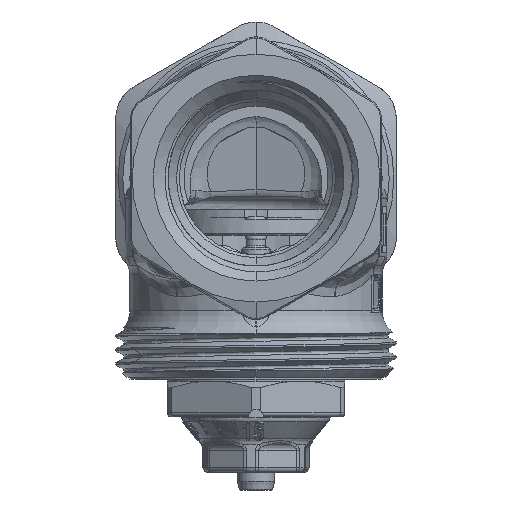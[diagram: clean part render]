
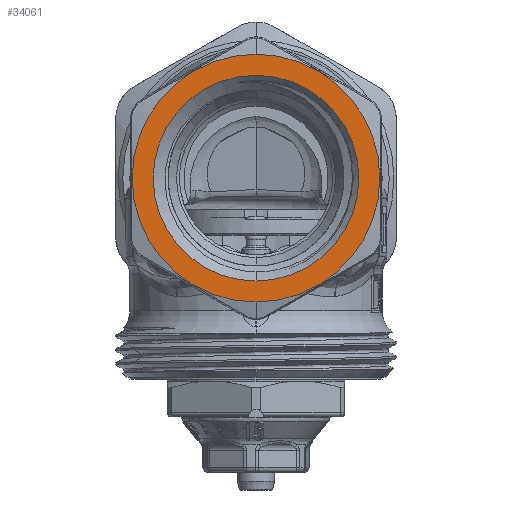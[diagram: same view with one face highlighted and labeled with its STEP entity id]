
A CAD part, front view. The second image highlights one B-rep face of the part: STEP entity #34061.
In plain terms, the highlighted planar face has unit normal (0, -1, 0).
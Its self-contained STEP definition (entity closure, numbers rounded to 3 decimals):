
#3783=CARTESIAN_POINT('',(0.,-36.,0.));
#3784=DIRECTION('',(0.,-1.,0.));
#3785=DIRECTION('',(0.,0.,-1.));
#3786=AXIS2_PLACEMENT_3D('',#3783,#3784,#3785);
#3788=CARTESIAN_POINT('',(0.,-36.,0.));
#3789=DIRECTION('',(0.,-1.,0.));
#3790=DIRECTION('',(0.,0.,1.));
#3791=AXIS2_PLACEMENT_3D('',#3788,#3789,#3790);
#3801=CARTESIAN_POINT('',(0.,-36.,0.));
#3802=DIRECTION('',(0.,1.,0.));
#3803=DIRECTION('',(0.,0.,-1.));
#3804=AXIS2_PLACEMENT_3D('',#3801,#3802,#3803);
#3806=CARTESIAN_POINT('',(0.,-36.,0.));
#3807=DIRECTION('',(0.,-1.,0.));
#3808=DIRECTION('',(0.,0.,-1.));
#3809=AXIS2_PLACEMENT_3D('',#3806,#3807,#3808);
#28529=CARTESIAN_POINT('',(0.,-36.,-13.25));
#28530=CARTESIAN_POINT('',(0.,-36.,13.25));
#28531=VERTEX_POINT('',#28529);
#28532=VERTEX_POINT('',#28530);
#29699=CARTESIAN_POINT('',(0.,-36.,-11.));
#29700=CARTESIAN_POINT('',(0.,-36.,11.));
#29701=VERTEX_POINT('',#29699);
#29702=VERTEX_POINT('',#29700);
#34046=CARTESIAN_POINT('',(0.,-36.,0.));
#34047=DIRECTION('',(0.,-1.,0.));
#34048=DIRECTION('',(0.,0.,-1.));
#34049=AXIS2_PLACEMENT_3D('',#34046,#34047,#34048);
#34050=PLANE('',#34049);
#34052=ORIENTED_EDGE('',*,*,#34051,.T.);
#34054=ORIENTED_EDGE('',*,*,#34053,.F.);
#34055=EDGE_LOOP('',(#34052,#34054));
#34056=FACE_OUTER_BOUND('',#34055,.F.);
#34057=ORIENTED_EDGE('',*,*,#34039,.T.);
#34058=ORIENTED_EDGE('',*,*,#34024,.T.);
#34059=EDGE_LOOP('',(#34057,#34058));
#34060=FACE_BOUND('',#34059,.F.);
#34061=ADVANCED_FACE('',(#34056,#34060),#34050,.T.);
#3787=CIRCLE('',#3786,11.);
#3792=CIRCLE('',#3791,11.);
#3805=CIRCLE('',#3804,13.25);
#3810=CIRCLE('',#3809,13.25);
#34024=EDGE_CURVE('',#29702,#29701,#3792,.T.);
#34039=EDGE_CURVE('',#29701,#29702,#3787,.T.);
#34051=EDGE_CURVE('',#28531,#28532,#3805,.T.);
#34053=EDGE_CURVE('',#28531,#28532,#3810,.T.);
